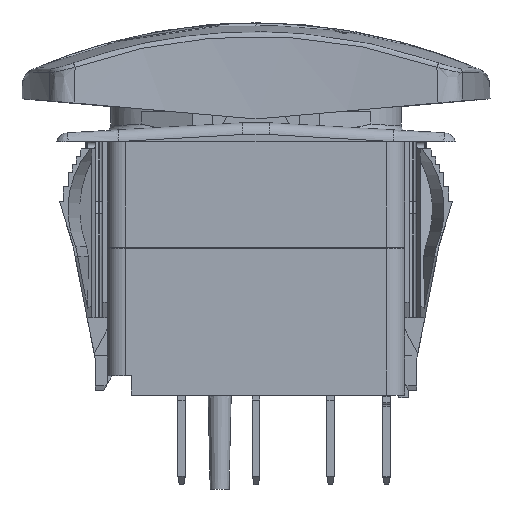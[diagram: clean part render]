
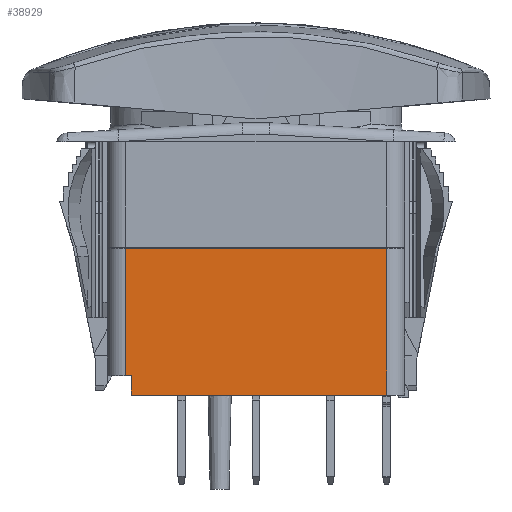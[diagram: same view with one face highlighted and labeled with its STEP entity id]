
A CAD part, top view. The second image highlights one B-rep face of the part: STEP entity #38929.
In plain terms, the highlighted planar face has unit normal (0, 0, 1).
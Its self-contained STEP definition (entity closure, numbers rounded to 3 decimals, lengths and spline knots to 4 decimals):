
#1050=DIRECTION('',(0.,-1.,0.));
#1051=VECTOR('',#1050,0.542);
#1052=CARTESIAN_POINT('',(-0.558,0.,0.41));
#1053=LINE('',#1052,#1051);
#1059=DIRECTION('',(-1.,0.,0.));
#1060=VECTOR('',#1059,1.116);
#1061=CARTESIAN_POINT('',(0.558,0.,0.41));
#1062=LINE('',#1061,#1060);
#1063=DIRECTION('',(1.,0.,0.));
#1064=VECTOR('',#1063,1.089);
#1065=CARTESIAN_POINT('',(-0.531,-0.625,0.41));
#1066=LINE('',#1065,#1064);
#1067=DIRECTION('',(0.,1.,0.));
#1068=VECTOR('',#1067,0.083);
#1069=CARTESIAN_POINT('',(-0.531,-0.625,0.41));
#1070=LINE('',#1069,#1068);
#1071=DIRECTION('',(1.,0.,0.));
#1072=VECTOR('',#1071,0.027);
#1073=CARTESIAN_POINT('',(-0.558,-0.542,0.41));
#1074=LINE('',#1073,#1072);
#1088=DIRECTION('',(0.,1.,0.));
#1089=VECTOR('',#1088,0.625);
#1090=CARTESIAN_POINT('',(0.558,-0.625,0.41));
#1091=LINE('',#1090,#1089);
#31003=CARTESIAN_POINT('',(-0.558,0.,0.41));
#31004=CARTESIAN_POINT('',(-0.558,-0.542,0.41));
#31005=VERTEX_POINT('',#31003);
#31006=VERTEX_POINT('',#31004);
#31023=CARTESIAN_POINT('',(0.558,-0.625,0.41));
#31024=CARTESIAN_POINT('',(0.558,0.,0.41));
#31025=VERTEX_POINT('',#31023);
#31026=VERTEX_POINT('',#31024);
#31221=CARTESIAN_POINT('',(-0.531,-0.625,0.41));
#31222=CARTESIAN_POINT('',(-0.531,-0.542,0.41));
#31223=VERTEX_POINT('',#31221);
#31224=VERTEX_POINT('',#31222);
#38914=CARTESIAN_POINT('',(0.,0.,0.41));
#38915=DIRECTION('',(0.,0.,1.));
#38916=DIRECTION('',(1.,0.,0.));
#38917=AXIS2_PLACEMENT_3D('',#38914,#38915,#38916);
#38918=PLANE('',#38917);
#38919=ORIENTED_EDGE('',*,*,#38907,.F.);
#38920=ORIENTED_EDGE('',*,*,#38779,.F.);
#38922=ORIENTED_EDGE('',*,*,#38921,.F.);
#38923=ORIENTED_EDGE('',*,*,#38301,.F.);
#38924=ORIENTED_EDGE('',*,*,#38374,.T.);
#38926=ORIENTED_EDGE('',*,*,#38925,.F.);
#38927=EDGE_LOOP('',(#38919,#38920,#38922,#38923,#38924,#38926));
#38928=FACE_OUTER_BOUND('',#38927,.F.);
#38301=EDGE_CURVE('',#31223,#31025,#1066,.T.);
#38374=EDGE_CURVE('',#31223,#31224,#1070,.T.);
#38779=EDGE_CURVE('',#31026,#31005,#1062,.T.);
#38907=EDGE_CURVE('',#31005,#31006,#1053,.T.);
#38921=EDGE_CURVE('',#31025,#31026,#1091,.T.);
#38925=EDGE_CURVE('',#31006,#31224,#1074,.T.);
#38929=ADVANCED_FACE('',(#38928),#38918,.T.);
